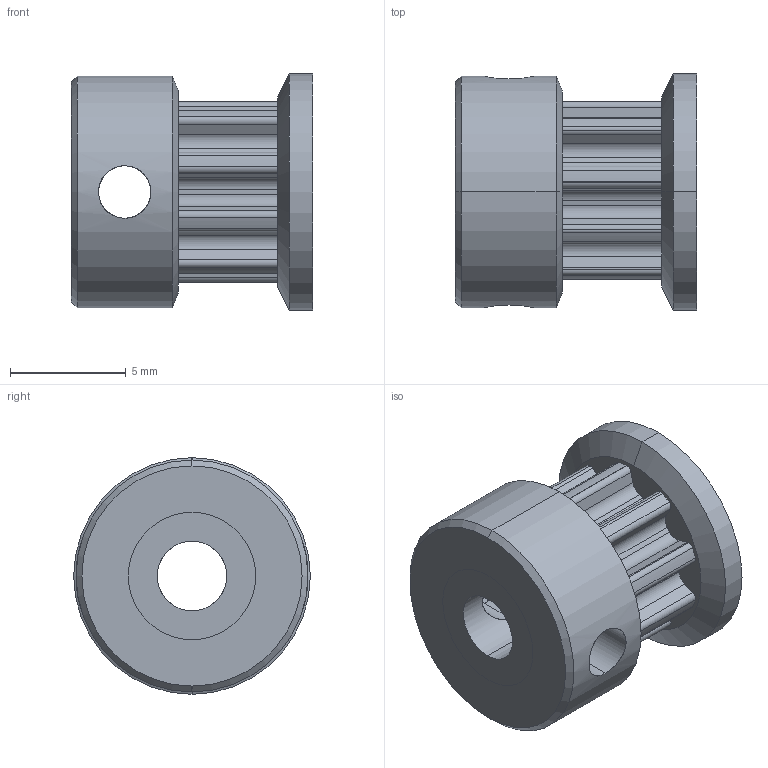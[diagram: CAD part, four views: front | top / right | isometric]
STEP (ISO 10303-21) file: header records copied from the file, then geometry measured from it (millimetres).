
FILE_DESCRIPTION(/* description */ (''),/* implementation_level */ '2;1');
FILE_NAME(/* name */ '9T_pulley v1.step',/* time_stamp */ '2016-12-15T11:46:00-08:00',/* author */ (''),/* organization */ (''),/* preprocessor_version */ 'ST-DEVELOPER v16.5',/* originating_system */ 'Autodesk Translation Framework v5.2.0.2920',/* authorisation */ '');
FILE_SCHEMA (('AUTOMOTIVE_DESIGN { 1 0 10303 214 3 1 1 }'));
Length unit declared in the file: millimetre
Products named in the file (2): 9T_pulley v1; 9T_pulley
Assembly tree (1 placements, depth 2):
  9T_pulley v1
    9T_pulley
Bounding box: 10.4 x 10.2 x 10.2 mm (x, y, z)
Surface area: 905.6 mm2 (no closed solid volume)
Topology: 0 solids, 117 shells, 117 faces, 610 edges, 610 vertices
Faces by surface type: cylinder 83, plane 26, cone 8
Entity records: 7774 total; most frequent: CARTESIAN_POINT 2756, DIRECTION 1106, VERTEX_POINT 610, EDGE_CURVE 610, ORIENTED_EDGE 610, AXIS2_PLACEMENT_3D 408, LINE 290, VECTOR 290
